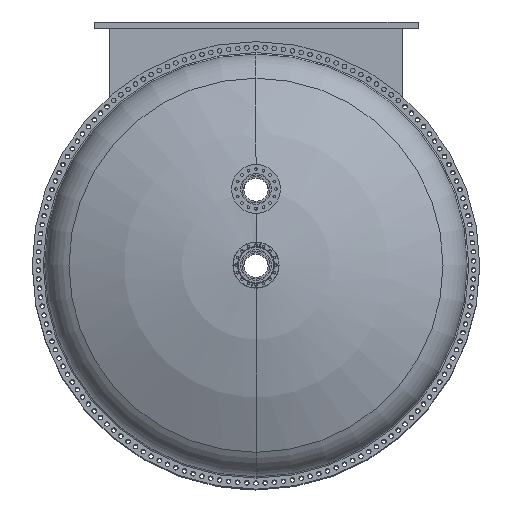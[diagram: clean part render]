
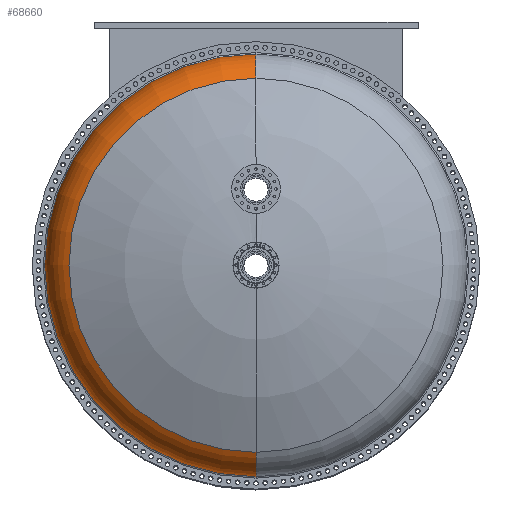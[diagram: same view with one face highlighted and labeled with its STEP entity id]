
A CAD part, top view. The second image highlights one B-rep face of the part: STEP entity #68660.
In plain terms, the highlighted toroidal (fillet/blend) face has major radius 550 mm and minor radius 144 mm.
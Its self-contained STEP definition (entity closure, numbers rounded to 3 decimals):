
#5230=CARTESIAN_POINT('',(0.,-694.,-760.115)
);
#5240=VERTEX_POINT('',#5230);
#5420=CARTESIAN_POINT('',(0.,694.,-760.115));
#5430=VERTEX_POINT('',#5420);
#5460=CARTESIAN_POINT('',(0.,0.,
-760.115));
#5470=DIRECTION('',(0.,0.,1.));
#5480=DIRECTION('',(0.,1.,0.));
#5490=AXIS2_PLACEMENT_3D('',#5460,#5470,#5480);
#5500=CIRCLE('',#5490,694.);
#5510=EDGE_CURVE('',#5240,#5430,#5500,.T.);
#10630=CARTESIAN_POINT('',(0.,614.39,
-888.917));
#10640=VERTEX_POINT('',#10630);
#10670=CARTESIAN_POINT('',(0.,0.,
-888.917));
#10680=DIRECTION('',(0.,0.,1.));
#10690=DIRECTION('',(0.,1.,0.));
#10700=AXIS2_PLACEMENT_3D('',#10670,#10680,#10690);
#10710=CIRCLE('',#10700,614.39);
#10720=CARTESIAN_POINT('',(0.,-614.39,
-888.917));
#10730=VERTEX_POINT('',#10720);
#68420=CARTESIAN_POINT('',(0.,0.,
-760.115));
#68430=DIRECTION('',(0.,0.,1.));
#68440=DIRECTION('',(0.,1.,0.));
#68450=AXIS2_PLACEMENT_3D('',#68420,#68430,#68440);
#68460=TOROIDAL_SURFACE('',#68450,550.,144.);
#68470=CARTESIAN_POINT('',(0.,-550.,-760.115
));
#68480=DIRECTION('',(1.,0.,0.));
#68490=DIRECTION('',(0.,0.,-1.));
#68500=AXIS2_PLACEMENT_3D('',#68470,#68480,#68490);
#68510=CIRCLE('',#68500,144.);
#68520=EDGE_CURVE('',#5240,#10730,#68510,.T.);
#68530=ORIENTED_EDGE('',*,*,#68520,.T.);
#68540=ORIENTED_EDGE('',*,*,#5510,.F.);
#68550=CARTESIAN_POINT('',(0.,550.,-760.115))
;
#68560=DIRECTION('',(-1.,0.,0.));
#68570=DIRECTION('',(0.,0.,-1.));
#68580=AXIS2_PLACEMENT_3D('',#68550,#68560,#68570);
#68590=CIRCLE('',#68580,144.);
#68600=EDGE_CURVE('',#5430,#10640,#68590,.T.);
#68610=ORIENTED_EDGE('',*,*,#68600,.F.);
#68620=EDGE_CURVE('',#10730,#10640,#10710,.T.);
#68630=ORIENTED_EDGE('',*,*,#68620,.T.);
#68640=EDGE_LOOP('',(#68630,#68610,#68540,#68530));
#68650=FACE_OUTER_BOUND('',#68640,.T.);
#68660=ADVANCED_FACE('',(#68650),#68460,.T.);
